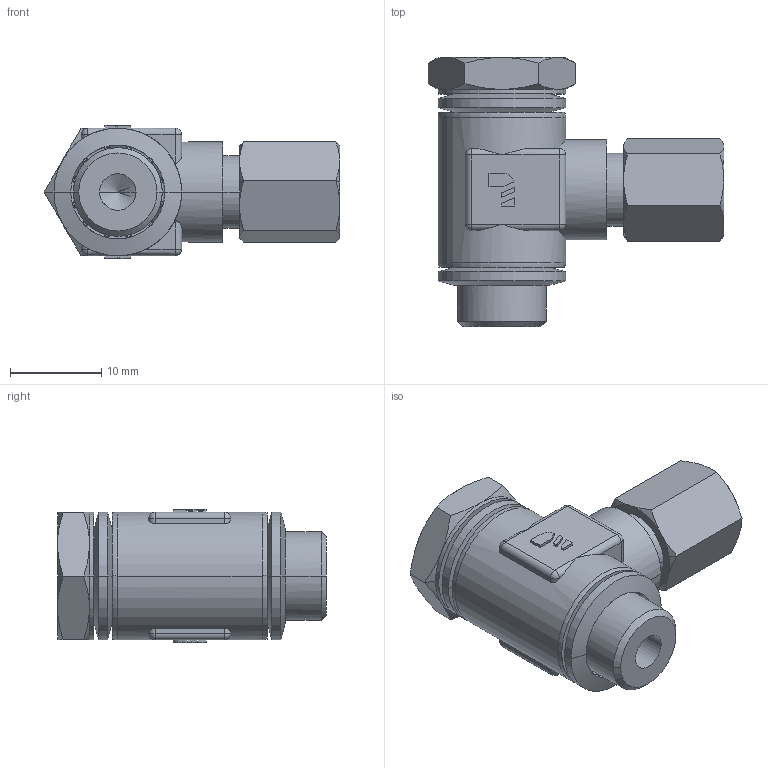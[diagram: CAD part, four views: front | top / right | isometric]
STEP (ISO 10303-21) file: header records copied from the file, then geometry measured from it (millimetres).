
FILE_DESCRIPTION(('STEP AP214'),'1');
FILE_NAME('0118_04_10.stp','2016-07-07T14:21:50',('TraceParts'),('TraceParts S.A.'),'Spatial InterOp 3D',' ',' ');
FILE_SCHEMA(('automotive_design'));
Length unit declared in the file: millimetre
Products named in the file (1): 0118-04-10_ASM|Next assembly relationship#0118-04-10U_ASM|Next assembly relationship#22271-30;22271-30
Bounding box: 32.43 x 29.5 x 14.6 mm (x, y, z)
Volume: 4987.5 mm3; surface area: 4448.2 mm2
Topology: 1 solids, 2 shells, 445 faces, 1196 edges, 741 vertices
Faces by surface type: cylinder 162, cone 82, plane 73, bspline 72, torus 48, sphere 8
Entity records: 22595 total; most frequent: CARTESIAN_POINT 12209, ORIENTED_EDGE 2388, DIRECTION 1916, EDGE_CURVE 1194, AXIS2_PLACEMENT_3D 780, VERTEX_POINT 741, EDGE_LOOP 489, ADVANCED_FACE 445
